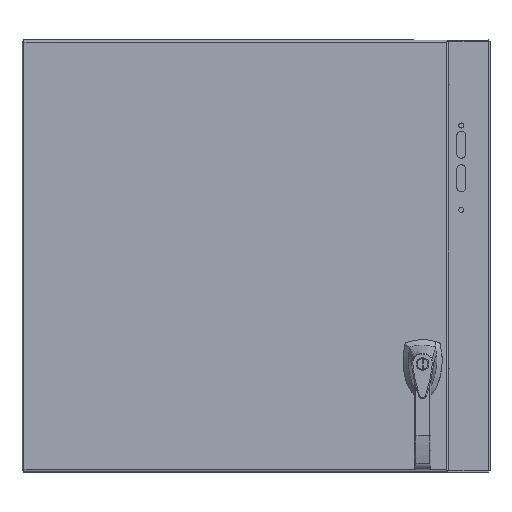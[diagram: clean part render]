
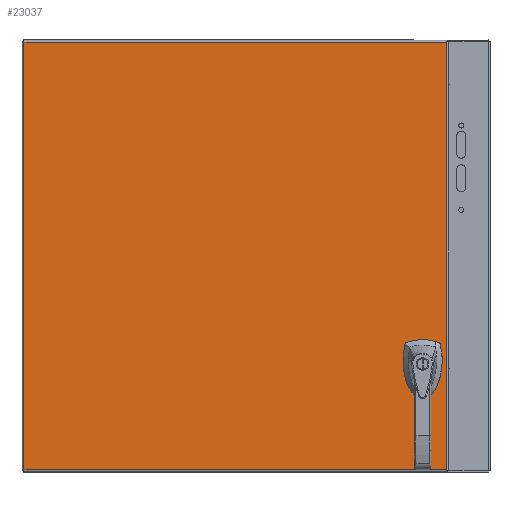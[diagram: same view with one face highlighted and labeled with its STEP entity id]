
A CAD part, front view. The second image highlights one B-rep face of the part: STEP entity #23037.
In plain terms, the highlighted planar face has unit normal (0, -1, 0).
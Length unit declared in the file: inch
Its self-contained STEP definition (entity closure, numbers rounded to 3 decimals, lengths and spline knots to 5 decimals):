
#176 = CARTESIAN_POINT ( 'NONE',  ( -12.8745, -8.837, -11.877 ) ) ;
#769 = DIRECTION ( 'NONE',  ( 0., 0., -1. ) ) ;
#3922 = DIRECTION ( 'NONE',  ( 0., 0., -1. ) ) ;
#4239 = VERTEX_POINT ( 'NONE', #32452 ) ;
#4468 = EDGE_CURVE ( 'NONE', #50750, #28023, #16907, .T. ) ;
#4739 = CARTESIAN_POINT ( 'NONE',  ( 9.663, -8.837, -6.231 ) ) ;
#4765 = LINE ( 'NONE', #52151, #53797 ) ;
#5384 = VERTEX_POINT ( 'NONE', #22017 ) ;
#5827 = LINE ( 'NONE', #52462, #5978 ) ;
#5978 = VECTOR ( 'NONE', #59865, 39.37008 ) ;
#6529 = EDGE_CURVE ( 'NONE', #29333, #13261, #62659, .T. ) ;
#6701 = CARTESIAN_POINT ( 'NONE',  ( -12.8745, -8.837, -11.877 ) ) ;
#6713 = EDGE_CURVE ( 'NONE', #18554, #29333, #36115, .T. ) ;
#6893 = EDGE_CURVE ( 'NONE', #20048, #20048, #21128, .T. ) ;
#7307 = CARTESIAN_POINT ( 'NONE',  ( -12.8745, -8.837, 11.876 ) ) ;
#8221 = CARTESIAN_POINT ( 'NONE',  ( 10.597, -8.837, -11.877 ) ) ;
#9238 = DIRECTION ( 'NONE',  ( 0., 0., 1. ) ) ;
#10176 = LINE ( 'NONE', #28062, #45613 ) ;
#10990 = CARTESIAN_POINT ( 'NONE',  ( 10.597, -8.837, 11.876 ) ) ;
#12129 = EDGE_CURVE ( 'NONE', #15517, #4239, #23782, .T. ) ;
#12847 = CARTESIAN_POINT ( 'NONE',  ( 9.4985, -8.837, -5.6045 ) ) ;
#13261 = VERTEX_POINT ( 'NONE', #12847 ) ;
#13947 = EDGE_CURVE ( 'NONE', #70391, #18554, #32539, .T. ) ;
#15222 = VERTEX_POINT ( 'NONE', #76668 ) ;
#15517 = VERTEX_POINT ( 'NONE', #7307 ) ;
#16109 = CARTESIAN_POINT ( 'NONE',  ( 8.872, -8.837, -6.231 ) ) ;
#16518 = DIRECTION ( 'NONE',  ( -1., 0., 0. ) ) ;
#16748 = DIRECTION ( 'NONE',  ( -0.707, 0., 0.707 ) ) ;
#16907 = LINE ( 'NONE', #71278, #25723 ) ;
#17195 = EDGE_CURVE ( 'NONE', #56990, #50750, #10176, .T. ) ;
#17834 = VECTOR ( 'NONE', #9238, 39.37008 ) ;
#18169 = DIRECTION ( 'NONE',  ( 0.707, 0., -0.707 ) ) ;
#18308 = DIRECTION ( 'NONE',  ( 0., 0., -1. ) ) ;
#18554 = VERTEX_POINT ( 'NONE', #27432 ) ;
#18913 = CARTESIAN_POINT ( 'NONE',  ( -12.8745, -8.837, -11.877 ) ) ;
#19460 = ORIENTED_EDGE ( 'NONE', *, *, #32321, .T. ) ;
#20048 = VERTEX_POINT ( 'NONE', #74082 ) ;
#21073 = DIRECTION ( 'NONE',  ( 1., 0., 0. ) ) ;
#21128 = CIRCLE ( 'NONE', #31054, 0.167 ) ;
#22017 = CARTESIAN_POINT ( 'NONE',  ( 9.663, -8.837, -5.769 ) ) ;
#22515 = ORIENTED_EDGE ( 'NONE', *, *, #37608, .T. ) ;
#23037 = ADVANCED_FACE ( 'NONE', ( #36744, #67091, #37491 ), #24794, .T. ) ;
#23782 = LINE ( 'NONE', #6701, #60022 ) ;
#24794 = PLANE ( 'NONE',  #45748 ) ;
#24958 = DIRECTION ( 'NONE',  ( 1., 0., 0. ) ) ;
#25175 = CARTESIAN_POINT ( 'NONE',  ( 9.0365, -8.837, -5.6045 ) ) ;
#25723 = VECTOR ( 'NONE', #16518, 39.37008 ) ;
#27402 = EDGE_CURVE ( 'NONE', #15222, #34192, #50133, .T. ) ;
#27432 = CARTESIAN_POINT ( 'NONE',  ( 8.872, -8.837, -5.769 ) ) ;
#28023 = VERTEX_POINT ( 'NONE', #74355 ) ;
#28062 = CARTESIAN_POINT ( 'NONE',  ( 9.663, -8.837, -6.231 ) ) ;
#29333 = VERTEX_POINT ( 'NONE', #25175 ) ;
#31054 = AXIS2_PLACEMENT_3D ( 'NONE', #39577, #51313, #3922 ) ;
#32321 = EDGE_CURVE ( 'NONE', #5384, #56990, #54549, .T. ) ;
#32452 = CARTESIAN_POINT ( 'NONE',  ( -12.8745, -8.837, -11.877 ) ) ;
#32539 = LINE ( 'NONE', #39094, #17834 ) ;
#33040 = DIRECTION ( 'NONE',  ( 0., 0., 1. ) ) ;
#34192 = VERTEX_POINT ( 'NONE', #10990 ) ;
#35940 = ORIENTED_EDGE ( 'NONE', *, *, #74959, .T. ) ;
#36115 = LINE ( 'NONE', #66102, #74426 ) ;
#36581 = VECTOR ( 'NONE', #66182, 39.37008 ) ;
#36744 = FACE_OUTER_BOUND ( 'NONE', #45556, .T. ) ;
#37491 = FACE_BOUND ( 'NONE', #42855, .T. ) ;
#37608 = EDGE_CURVE ( 'NONE', #13261, #5384, #53602, .T. ) ;
#39094 = CARTESIAN_POINT ( 'NONE',  ( 8.872, -8.837, -11.877 ) ) ;
#39577 = CARTESIAN_POINT ( 'NONE',  ( 9.2675, -8.837, -7.338 ) ) ;
#40130 = ORIENTED_EDGE ( 'NONE', *, *, #12129, .T. ) ;
#40157 = ORIENTED_EDGE ( 'NONE', *, *, #46722, .T. ) ;
#40636 = VECTOR ( 'NONE', #24958, 39.37008 ) ;
#42855 = EDGE_LOOP ( 'NONE', ( #64494 ) ) ;
#43116 = ORIENTED_EDGE ( 'NONE', *, *, #27402, .T. ) ;
#43398 = VECTOR ( 'NONE', #21073, 39.37008 ) ;
#44624 = VECTOR ( 'NONE', #18169, 39.37008 ) ;
#45512 = CARTESIAN_POINT ( 'NONE',  ( -12.8745, -8.837, -5.6045 ) ) ;
#45556 = EDGE_LOOP ( 'NONE', ( #43116, #40157, #40130, #35940 ) ) ;
#45613 = VECTOR ( 'NONE', #67695, 39.37008 ) ;
#45748 = AXIS2_PLACEMENT_3D ( 'NONE', #18913, #65616, #769 ) ;
#46331 = ORIENTED_EDGE ( 'NONE', *, *, #6529, .T. ) ;
#46635 = EDGE_LOOP ( 'NONE', ( #69248, #46775, #46331, #22515, #19460, #57007, #67677, #59837 ) ) ;
#46722 = EDGE_CURVE ( 'NONE', #34192, #15517, #5827, .T. ) ;
#46775 = ORIENTED_EDGE ( 'NONE', *, *, #6713, .T. ) ;
#47340 = CARTESIAN_POINT ( 'NONE',  ( 9.4985, -8.837, -5.6045 ) ) ;
#47479 = LINE ( 'NONE', #176, #40636 ) ;
#48304 = CARTESIAN_POINT ( 'NONE',  ( 9.663, -8.837, -11.877 ) ) ;
#50133 = LINE ( 'NONE', #8221, #70445 ) ;
#50750 = VERTEX_POINT ( 'NONE', #72966 ) ;
#51313 = DIRECTION ( 'NONE',  ( 0., 1., 0. ) ) ;
#52151 = CARTESIAN_POINT ( 'NONE',  ( 9.0365, -8.837, -6.3955 ) ) ;
#52462 = CARTESIAN_POINT ( 'NONE',  ( -12.8745, -8.837, 11.876 ) ) ;
#53602 = LINE ( 'NONE', #47340, #44624 ) ;
#53797 = VECTOR ( 'NONE', #16748, 39.37008 ) ;
#54081 = DIRECTION ( 'NONE',  ( 0.707, 0., 0.707 ) ) ;
#54549 = LINE ( 'NONE', #48304, #36581 ) ;
#56990 = VERTEX_POINT ( 'NONE', #4739 ) ;
#57007 = ORIENTED_EDGE ( 'NONE', *, *, #17195, .T. ) ;
#59837 = ORIENTED_EDGE ( 'NONE', *, *, #69729, .T. ) ;
#59865 = DIRECTION ( 'NONE',  ( -1., 0., 0. ) ) ;
#60022 = VECTOR ( 'NONE', #18308, 39.37008 ) ;
#62659 = LINE ( 'NONE', #45512, #43398 ) ;
#64494 = ORIENTED_EDGE ( 'NONE', *, *, #6893, .T. ) ;
#65616 = DIRECTION ( 'NONE',  ( 0., -1., 0. ) ) ;
#66102 = CARTESIAN_POINT ( 'NONE',  ( 8.872, -8.837, -5.769 ) ) ;
#66182 = DIRECTION ( 'NONE',  ( 0., 0., -1. ) ) ;
#67091 = FACE_BOUND ( 'NONE', #46635, .T. ) ;
#67677 = ORIENTED_EDGE ( 'NONE', *, *, #4468, .T. ) ;
#67695 = DIRECTION ( 'NONE',  ( -0.707, 0., -0.707 ) ) ;
#69248 = ORIENTED_EDGE ( 'NONE', *, *, #13947, .T. ) ;
#69729 = EDGE_CURVE ( 'NONE', #28023, #70391, #4765, .T. ) ;
#70391 = VERTEX_POINT ( 'NONE', #16109 ) ;
#70445 = VECTOR ( 'NONE', #33040, 39.37008 ) ;
#71278 = CARTESIAN_POINT ( 'NONE',  ( -12.8745, -8.837, -6.3955 ) ) ;
#72966 = CARTESIAN_POINT ( 'NONE',  ( 9.4985, -8.837, -6.3955 ) ) ;
#74082 = CARTESIAN_POINT ( 'NONE',  ( 9.2675, -8.837, -7.505 ) ) ;
#74355 = CARTESIAN_POINT ( 'NONE',  ( 9.0365, -8.837, -6.3955 ) ) ;
#74426 = VECTOR ( 'NONE', #54081, 39.37008 ) ;
#74959 = EDGE_CURVE ( 'NONE', #4239, #15222, #47479, .T. ) ;
#76668 = CARTESIAN_POINT ( 'NONE',  ( 10.597, -8.837, -11.877 ) ) ;
